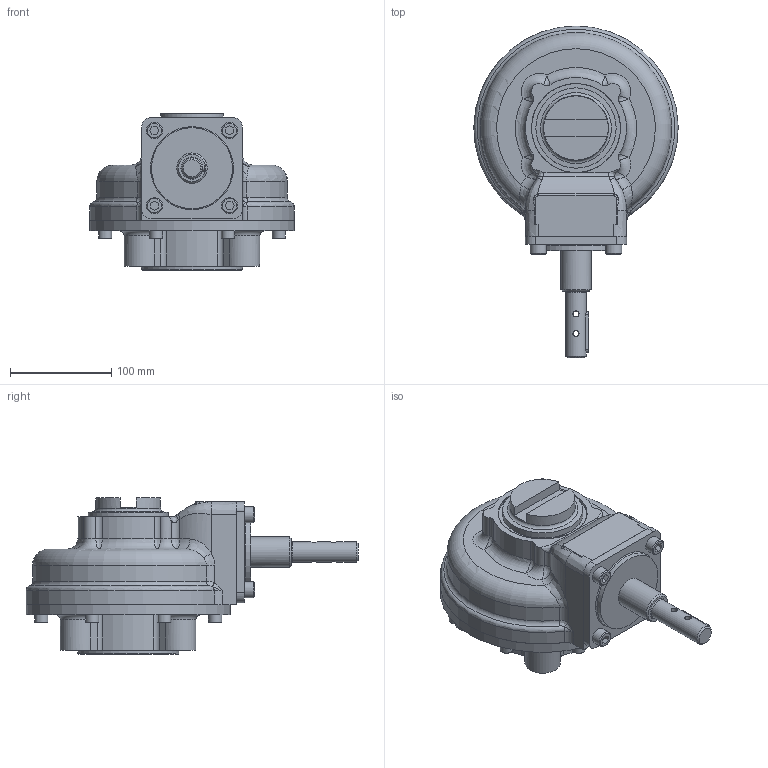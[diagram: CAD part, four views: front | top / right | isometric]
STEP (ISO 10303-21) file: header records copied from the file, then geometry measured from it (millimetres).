
FILE_DESCRIPTION( ( 'Unknown' ), '1' );
FILE_NAME( 'PUB-HOB5-F14.stp', 'Unknown', ( 'Unknown' ), ( 'Unknown' ), 'PSStep 16.0.42', 'Unknown', ' ' );
FILE_SCHEMA( ( 'AUTOMOTIVE_DESIGN { 1 0 10303 214 1 1 1 1 }' ) );
Length unit declared in the file: millimetre
Products named in the file (20): 1; 2; 3; 4; 5; 6; 7; 8; 9; 10; 11; 12; 13; 14; 15; 16; 17; 18; 19; IB4A535-1
Bounding box: 202 x 328.27 x 154.55 mm (x, y, z)
Surface area: 208202 mm2 (no closed solid volume)
Topology: 0 solids, 357 shells, 357 faces, 1687 edges, 1607 vertices
Faces by surface type: plane 146, cylinder 101, torus 38, bspline 33, cone 23, sphere 16
Full cylindrical faces by diameter (mm): 6 x2, 13 x8, 14 x4, 16 x4, 20 x1, 30 x1, 70 x1, 79.375 x1, 80 x1, 88 x1, 100 x1, 110 x1, 202 x1
Entity records: 28924 total; most frequent: CARTESIAN_POINT 13535, DIRECTION 2690, VERTEX_POINT 1582, ORIENTED_EDGE 1578, EDGE_CURVE 1578, AXIS2_PLACEMENT_3D 978, LINE 734, VECTOR 734
